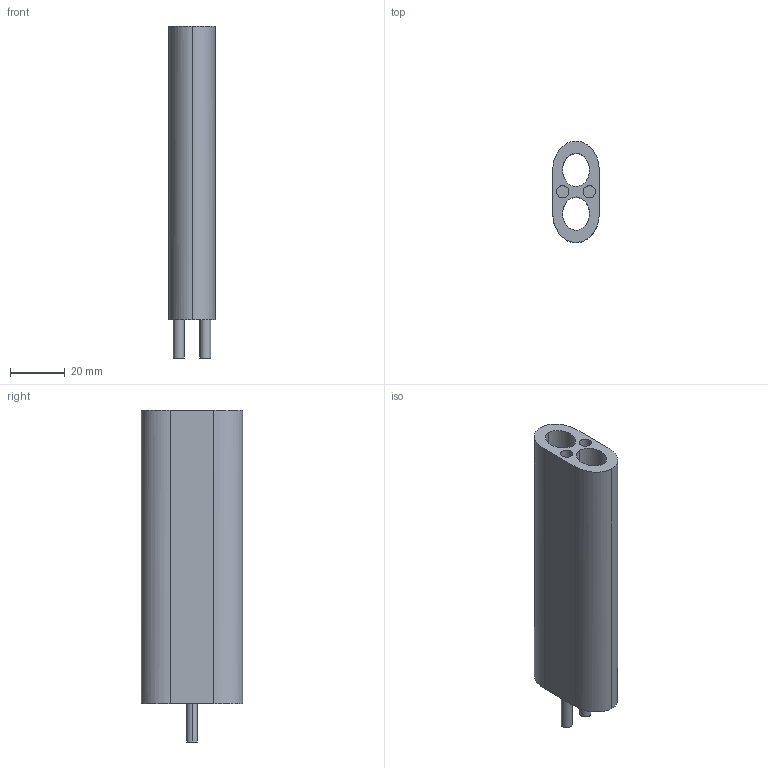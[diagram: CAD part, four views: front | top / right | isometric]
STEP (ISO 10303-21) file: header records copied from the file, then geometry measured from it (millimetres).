
FILE_DESCRIPTION (( 'STEP AP214' ), '1' );
FILE_NAME ('TMPT_3rdValveTube.STEP', '2015-02-01T17:17:11', ( '' ), ( '' ), 'SwSTEP 2.0', 'SolidWorks 2014', '' );
FILE_SCHEMA (( 'AUTOMOTIVE_DESIGN' ));
Length unit declared in the file: millimetre
Products named in the file (1): TMPT_3rdValveTube
Bounding box: 17 x 37 x 121.5 mm (x, y, z)
Volume: 39051.8 mm3; surface area: 18829.8 mm2
Topology: 1 solids, 1 shells, 24 faces, 54 edges, 36 vertices
Faces by surface type: cylinder 8, bspline 8, plane 8
Entity records: 740 total; most frequent: CARTESIAN_POINT 219, ORIENTED_EDGE 108, DIRECTION 88, EDGE_CURVE 54, VERTEX_POINT 36, AXIS2_PLACEMENT_3D 33, EDGE_LOOP 32, ADVANCED_FACE 24
